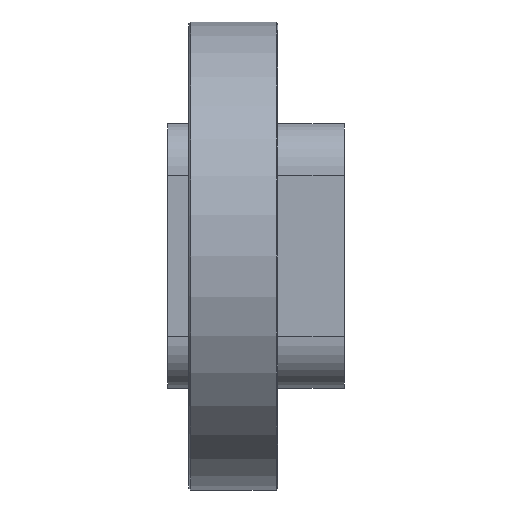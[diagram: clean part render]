
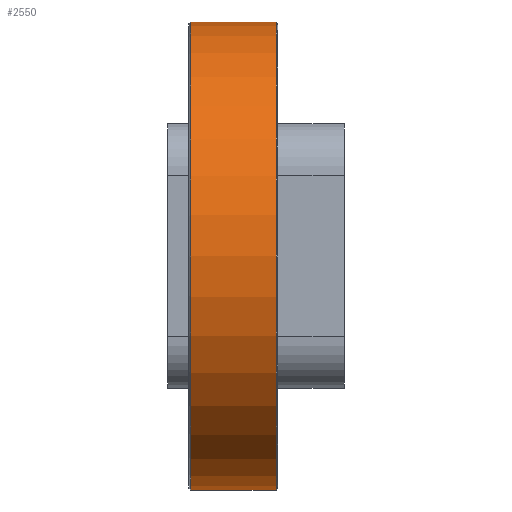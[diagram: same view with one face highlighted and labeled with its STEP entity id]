
A CAD part, left-side view. The second image highlights one B-rep face of the part: STEP entity #2550.
In plain terms, the highlighted cylindrical face has radius 16.828 mm (diameter 33.655 mm), a partial arc.
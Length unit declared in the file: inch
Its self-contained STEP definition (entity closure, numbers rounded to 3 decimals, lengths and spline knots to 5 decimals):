
#26 = CARTESIAN_POINT ( 'NONE',  ( 0., 0.005, 0.6625 ) ) ;
#57 = EDGE_CURVE ( 'NONE', #896, #2276, #2231, .T. ) ;
#151 = CARTESIAN_POINT ( 'NONE',  ( 0., 0.252, 0. ) ) ;
#158 = DIRECTION ( 'NONE',  ( 0., -1., 0. ) ) ;
#175 = ORIENTED_EDGE ( 'NONE', *, *, #2136, .T. ) ;
#269 = CIRCLE ( 'NONE', #1462, 0.6625 ) ;
#615 = DIRECTION ( 'NONE',  ( 0., -1., 0. ) ) ;
#664 = ORIENTED_EDGE ( 'NONE', *, *, #1547, .F. ) ;
#772 = VERTEX_POINT ( 'NONE', #1106 ) ;
#896 = VERTEX_POINT ( 'NONE', #1966 ) ;
#1106 = CARTESIAN_POINT ( 'NONE',  ( 0., 0.005, -0.6625 ) ) ;
#1109 = DIRECTION ( 'NONE',  ( 0., 0., 1. ) ) ;
#1136 = VERTEX_POINT ( 'NONE', #26 ) ;
#1148 = CYLINDRICAL_SURFACE ( 'NONE', #1468, 0.6625 ) ;
#1228 = VECTOR ( 'NONE', #615, 39.37008 ) ;
#1278 = DIRECTION ( 'NONE',  ( 0., -1., 0. ) ) ;
#1365 = CARTESIAN_POINT ( 'NONE',  ( 0., 0.252, 0.6625 ) ) ;
#1381 = LINE ( 'NONE', #1365, #1228 ) ;
#1462 = AXIS2_PLACEMENT_3D ( 'NONE', #1690, #1703, #2169 ) ;
#1468 = AXIS2_PLACEMENT_3D ( 'NONE', #151, #158, #2355 ) ;
#1547 = EDGE_CURVE ( 'NONE', #896, #1136, #1381, .T. ) ;
#1690 = CARTESIAN_POINT ( 'NONE',  ( 0., 0.005, 0. ) ) ;
#1703 = DIRECTION ( 'NONE',  ( 0., 1., 0. ) ) ;
#1792 = VECTOR ( 'NONE', #1278, 39.37008 ) ;
#1793 = EDGE_LOOP ( 'NONE', ( #664, #2634, #1903, #175 ) ) ;
#1872 = FACE_OUTER_BOUND ( 'NONE', #1793, .T. ) ;
#1903 = ORIENTED_EDGE ( 'NONE', *, *, #1908, .T. ) ;
#1908 = EDGE_CURVE ( 'NONE', #2276, #772, #2619, .T. ) ;
#1966 = CARTESIAN_POINT ( 'NONE',  ( 0., 0.247, 0.6625 ) ) ;
#2060 = DIRECTION ( 'NONE',  ( 0., -1., 0. ) ) ;
#2136 = EDGE_CURVE ( 'NONE', #772, #1136, #269, .T. ) ;
#2169 = DIRECTION ( 'NONE',  ( 0., 0., 1. ) ) ;
#2231 = CIRCLE ( 'NONE', #2989, 0.6625 ) ;
#2276 = VERTEX_POINT ( 'NONE', #2485 ) ;
#2355 = DIRECTION ( 'NONE',  ( 0., 0., -1. ) ) ;
#2485 = CARTESIAN_POINT ( 'NONE',  ( 0., 0.247, -0.6625 ) ) ;
#2526 = CARTESIAN_POINT ( 'NONE',  ( 0., 0.247, 0. ) ) ;
#2550 = ADVANCED_FACE ( 'NONE', ( #1872 ), #1148, .T. ) ;
#2619 = LINE ( 'NONE', #2749, #1792 ) ;
#2634 = ORIENTED_EDGE ( 'NONE', *, *, #57, .T. ) ;
#2749 = CARTESIAN_POINT ( 'NONE',  ( 0., 0.252, -0.6625 ) ) ;
#2989 = AXIS2_PLACEMENT_3D ( 'NONE', #2526, #2060, #1109 ) ;
